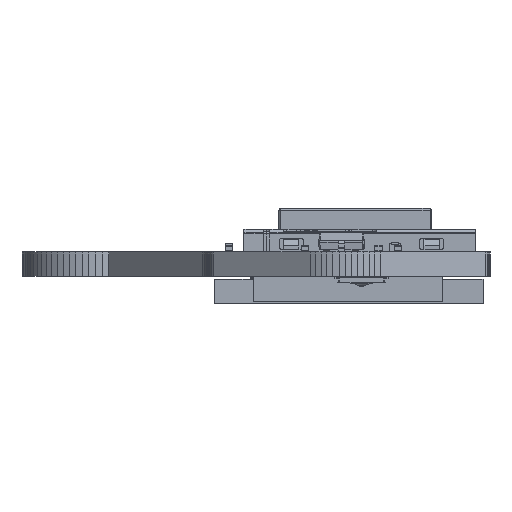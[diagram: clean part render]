
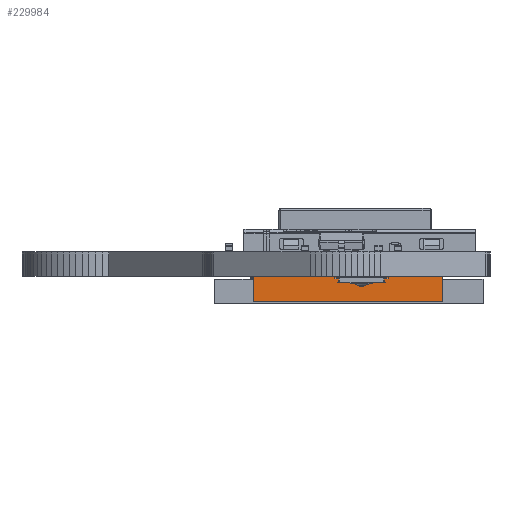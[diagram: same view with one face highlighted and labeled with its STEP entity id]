
A CAD part, left-side view. The second image highlights one B-rep face of the part: STEP entity #229984.
In plain terms, the highlighted face is planar.
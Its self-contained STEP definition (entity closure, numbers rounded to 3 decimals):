
#229184 = PLANE('',#229185);
#229185 = AXIS2_PLACEMENT_3D('',#229186,#229187,#229188);
#229186 = CARTESIAN_POINT('',(46.936,1.85,-0.2));
#229187 = DIRECTION('',(0.,0.,-1.));
#229188 = DIRECTION('',(0.,1.,0.));
#229394 = PLANE('',#229395);
#229395 = AXIS2_PLACEMENT_3D('',#229396,#229397,#229398);
#229396 = CARTESIAN_POINT('',(46.936,1.85,1.5));
#229397 = DIRECTION('',(0.,-1.,0.));
#229398 = DIRECTION('',(0.,0.,-1.));
#229553 = PLANE('',#229554);
#229554 = AXIS2_PLACEMENT_3D('',#229555,#229556,#229557);
#229555 = CARTESIAN_POINT('',(46.936,14.25,-0.2));
#229556 = DIRECTION('',(0.,1.,0.));
#229557 = DIRECTION('',(0.,-0.,1.));
#229709 = VERTEX_POINT('',#229710);
#229710 = CARTESIAN_POINT('',(47.436,14.25,1.5));
#229724 = PLANE('',#229725);
#229725 = AXIS2_PLACEMENT_3D('',#229726,#229727,#229728);
#229726 = CARTESIAN_POINT('',(46.936,14.25,1.5));
#229727 = DIRECTION('',(0.,0.,1.));
#229728 = DIRECTION('',(0.,-1.,0.));
#229736 = EDGE_CURVE('',#229737,#229709,#229739,.T.);
#229737 = VERTEX_POINT('',#229738);
#229738 = CARTESIAN_POINT('',(47.436,14.25,-0.2));
#229739 = SURFACE_CURVE('',#229740,(#229744,#229751),.PCURVE_S1.);
#229740 = LINE('',#229741,#229742);
#229741 = CARTESIAN_POINT('',(47.436,14.25,1.5));
#229742 = VECTOR('',#229743,1.);
#229743 = DIRECTION('',(0.,0.,1.));
#229744 = PCURVE('',#229553,#229745);
#229745 = DEFINITIONAL_REPRESENTATION('',(#229746),#229750);
#229746 = LINE('',#229747,#229748);
#229747 = CARTESIAN_POINT('',(1.7,0.5));
#229748 = VECTOR('',#229749,1.);
#229749 = DIRECTION('',(1.,0.));
#229750 = ( GEOMETRIC_REPRESENTATION_CONTEXT(2) 
PARAMETRIC_REPRESENTATION_CONTEXT() REPRESENTATION_CONTEXT('2D SPACE',''
  ) );
#229751 = PCURVE('',#229752,#229757);
#229752 = PLANE('',#229753);
#229753 = AXIS2_PLACEMENT_3D('',#229754,#229755,#229756);
#229754 = CARTESIAN_POINT('',(47.436,8.05,0.65));
#229755 = DIRECTION('',(1.,0.,0.));
#229756 = DIRECTION('',(0.,0.,-1.));
#229757 = DEFINITIONAL_REPRESENTATION('',(#229758),#229762);
#229758 = LINE('',#229759,#229760);
#229759 = CARTESIAN_POINT('',(-0.85,6.2));
#229760 = VECTOR('',#229761,1.);
#229761 = DIRECTION('',(-1.,0.));
#229762 = ( GEOMETRIC_REPRESENTATION_CONTEXT(2) 
PARAMETRIC_REPRESENTATION_CONTEXT() REPRESENTATION_CONTEXT('2D SPACE',''
  ) );
#229790 = VERTEX_POINT('',#229791);
#229791 = CARTESIAN_POINT('',(47.436,1.85,-0.2));
#229812 = EDGE_CURVE('',#229813,#229790,#229815,.T.);
#229813 = VERTEX_POINT('',#229814);
#229814 = CARTESIAN_POINT('',(47.436,1.85,1.5));
#229815 = SURFACE_CURVE('',#229816,(#229820,#229827),.PCURVE_S1.);
#229816 = LINE('',#229817,#229818);
#229817 = CARTESIAN_POINT('',(47.436,1.85,-0.2));
#229818 = VECTOR('',#229819,1.);
#229819 = DIRECTION('',(0.,0.,-1.));
#229820 = PCURVE('',#229394,#229821);
#229821 = DEFINITIONAL_REPRESENTATION('',(#229822),#229826);
#229822 = LINE('',#229823,#229824);
#229823 = CARTESIAN_POINT('',(1.7,0.5));
#229824 = VECTOR('',#229825,1.);
#229825 = DIRECTION('',(1.,0.));
#229826 = ( GEOMETRIC_REPRESENTATION_CONTEXT(2) 
PARAMETRIC_REPRESENTATION_CONTEXT() REPRESENTATION_CONTEXT('2D SPACE',''
  ) );
#229827 = PCURVE('',#229752,#229828);
#229828 = DEFINITIONAL_REPRESENTATION('',(#229829),#229833);
#229829 = LINE('',#229830,#229831);
#229830 = CARTESIAN_POINT('',(0.85,-6.2));
#229831 = VECTOR('',#229832,1.);
#229832 = DIRECTION('',(1.,0.));
#229833 = ( GEOMETRIC_REPRESENTATION_CONTEXT(2) 
PARAMETRIC_REPRESENTATION_CONTEXT() REPRESENTATION_CONTEXT('2D SPACE',''
  ) );
#229928 = EDGE_CURVE('',#229709,#229813,#229929,.T.);
#229929 = SURFACE_CURVE('',#229930,(#229934,#229941),.PCURVE_S1.);
#229930 = LINE('',#229931,#229932);
#229931 = CARTESIAN_POINT('',(47.436,1.85,1.5));
#229932 = VECTOR('',#229933,1.);
#229933 = DIRECTION('',(0.,-1.,0.));
#229934 = PCURVE('',#229724,#229935);
#229935 = DEFINITIONAL_REPRESENTATION('',(#229936),#229940);
#229936 = LINE('',#229937,#229938);
#229937 = CARTESIAN_POINT('',(12.4,0.5));
#229938 = VECTOR('',#229939,1.);
#229939 = DIRECTION('',(1.,0.));
#229940 = ( GEOMETRIC_REPRESENTATION_CONTEXT(2) 
PARAMETRIC_REPRESENTATION_CONTEXT() REPRESENTATION_CONTEXT('2D SPACE',''
  ) );
#229941 = PCURVE('',#229752,#229942);
#229942 = DEFINITIONAL_REPRESENTATION('',(#229943),#229947);
#229943 = LINE('',#229944,#229945);
#229944 = CARTESIAN_POINT('',(-0.85,-6.2));
#229945 = VECTOR('',#229946,1.);
#229946 = DIRECTION('',(0.,-1.));
#229947 = ( GEOMETRIC_REPRESENTATION_CONTEXT(2) 
PARAMETRIC_REPRESENTATION_CONTEXT() REPRESENTATION_CONTEXT('2D SPACE',''
  ) );
#229957 = EDGE_CURVE('',#229790,#229737,#229958,.T.);
#229958 = SURFACE_CURVE('',#229959,(#229963,#229970),.PCURVE_S1.);
#229959 = LINE('',#229960,#229961);
#229960 = CARTESIAN_POINT('',(47.436,14.25,-0.2));
#229961 = VECTOR('',#229962,1.);
#229962 = DIRECTION('',(0.,1.,0.));
#229963 = PCURVE('',#229184,#229964);
#229964 = DEFINITIONAL_REPRESENTATION('',(#229965),#229969);
#229965 = LINE('',#229966,#229967);
#229966 = CARTESIAN_POINT('',(12.4,0.5));
#229967 = VECTOR('',#229968,1.);
#229968 = DIRECTION('',(1.,0.));
#229969 = ( GEOMETRIC_REPRESENTATION_CONTEXT(2) 
PARAMETRIC_REPRESENTATION_CONTEXT() REPRESENTATION_CONTEXT('2D SPACE',''
  ) );
#229970 = PCURVE('',#229752,#229971);
#229971 = DEFINITIONAL_REPRESENTATION('',(#229972),#229976);
#229972 = LINE('',#229973,#229974);
#229973 = CARTESIAN_POINT('',(0.85,6.2));
#229974 = VECTOR('',#229975,1.);
#229975 = DIRECTION('',(0.,1.));
#229976 = ( GEOMETRIC_REPRESENTATION_CONTEXT(2) 
PARAMETRIC_REPRESENTATION_CONTEXT() REPRESENTATION_CONTEXT('2D SPACE',''
  ) );
#229984 = ADVANCED_FACE('',(#229985),#229752,.T.);
#229985 = FACE_BOUND('',#229986,.T.);
#229986 = EDGE_LOOP('',(#229987,#229988,#229989,#229990));
#229987 = ORIENTED_EDGE('',*,*,#229957,.T.);
#229988 = ORIENTED_EDGE('',*,*,#229736,.T.);
#229989 = ORIENTED_EDGE('',*,*,#229928,.T.);
#229990 = ORIENTED_EDGE('',*,*,#229812,.T.);
